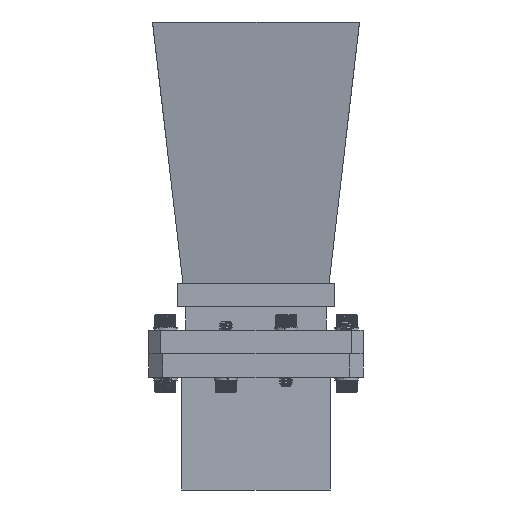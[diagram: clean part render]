
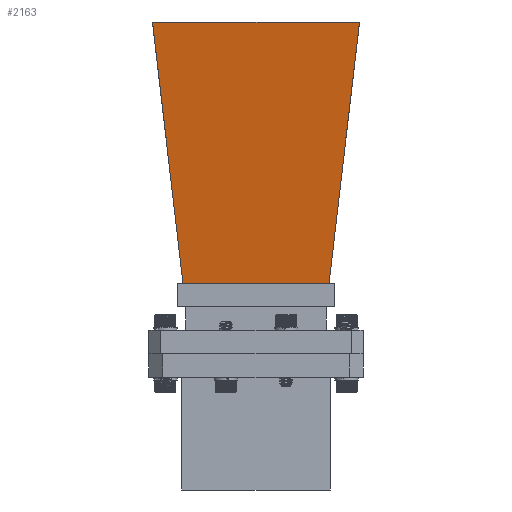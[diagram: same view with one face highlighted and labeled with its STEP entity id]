
A CAD part, front view. The second image highlights one B-rep face of the part: STEP entity #2163.
In plain terms, the highlighted planar face has unit normal (0, -0.988, -0.152).
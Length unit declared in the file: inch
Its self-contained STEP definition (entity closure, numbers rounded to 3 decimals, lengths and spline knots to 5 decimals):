
#358 = LINE ( 'NONE', #10471, #7917 ) ;
#528 = DIRECTION ( 'NONE',  ( 1., 0., 0. ) ) ;
#842 = VERTEX_POINT ( 'NONE', #17626 ) ;
#1262 = DIRECTION ( 'NONE',  ( 0., 0.153, -0.988 ) ) ;
#1694 = VECTOR ( 'NONE', #528, 39.37008 ) ;
#2163 = ADVANCED_FACE ( 'NONE', ( #7230 ), #4769, .T. ) ;
#2718 = ORIENTED_EDGE ( 'NONE', *, *, #16713, .F. ) ;
#2977 = CARTESIAN_POINT ( 'NONE',  ( -3.84499, -0.8014, 3.02137 ) ) ;
#3066 = EDGE_CURVE ( 'NONE', #23188, #19455, #5314, .T. ) ;
#3198 = DIRECTION ( 'NONE',  ( 0., -0.988, -0.153 ) ) ;
#4146 = VECTOR ( 'NONE', #24876, 39.37008 ) ;
#4382 = EDGE_CURVE ( 'NONE', #4735, #19455, #358, .T. ) ;
#4647 = CARTESIAN_POINT ( 'NONE',  ( 0.80844, -0.41512, 0.51824 ) ) ;
#4735 = VERTEX_POINT ( 'NONE', #20150 ) ;
#4769 = PLANE ( 'NONE',  #12959 ) ;
#5314 = LINE ( 'NONE', #18931, #4146 ) ;
#6012 = ORIENTED_EDGE ( 'NONE', *, *, #3066, .T. ) ;
#6468 = LINE ( 'NONE', #2977, #1694 ) ;
#7230 = FACE_OUTER_BOUND ( 'NONE', #7513, .T. ) ;
#7513 = EDGE_LOOP ( 'NONE', ( #2718, #20800, #6012, #9899 ) ) ;
#7917 = VECTOR ( 'NONE', #14474, 39.37008 ) ;
#9899 = ORIENTED_EDGE ( 'NONE', *, *, #4382, .F. ) ;
#10471 = CARTESIAN_POINT ( 'NONE',  ( 1.52662, -0.37373, 0.25 ) ) ;
#11115 = DIRECTION ( 'NONE',  ( -0.115, 0.152, -0.982 ) ) ;
#12671 = LINE ( 'NONE', #4647, #19363 ) ;
#12959 = AXIS2_PLACEMENT_3D ( 'NONE', #20577, #3198, #1262 ) ;
#14474 = DIRECTION ( 'NONE',  ( -1., 0., 0. ) ) ;
#14629 = EDGE_CURVE ( 'NONE', #23188, #842, #6468, .T. ) ;
#16713 = EDGE_CURVE ( 'NONE', #842, #4735, #12671, .T. ) ;
#17626 = CARTESIAN_POINT ( 'NONE',  ( 1.10099, -0.8014, 3.02137 ) ) ;
#18931 = CARTESIAN_POINT ( 'NONE',  ( -0.80844, -0.41512, 0.51824 ) ) ;
#19363 = VECTOR ( 'NONE', #11115, 39.37008 ) ;
#19455 = VERTEX_POINT ( 'NONE', #21898 ) ;
#20150 = CARTESIAN_POINT ( 'NONE',  ( 0.77709, -0.37373, 0.25 ) ) ;
#20577 = CARTESIAN_POINT ( 'NONE',  ( -3.84499, -0.36163, 0.1716 ) ) ;
#20800 = ORIENTED_EDGE ( 'NONE', *, *, #14629, .F. ) ;
#21898 = CARTESIAN_POINT ( 'NONE',  ( -0.77709, -0.37373, 0.25 ) ) ;
#23188 = VERTEX_POINT ( 'NONE', #23260 ) ;
#23260 = CARTESIAN_POINT ( 'NONE',  ( -1.10099, -0.8014, 3.02137 ) ) ;
#24876 = DIRECTION ( 'NONE',  ( 0.115, 0.152, -0.982 ) ) ;
